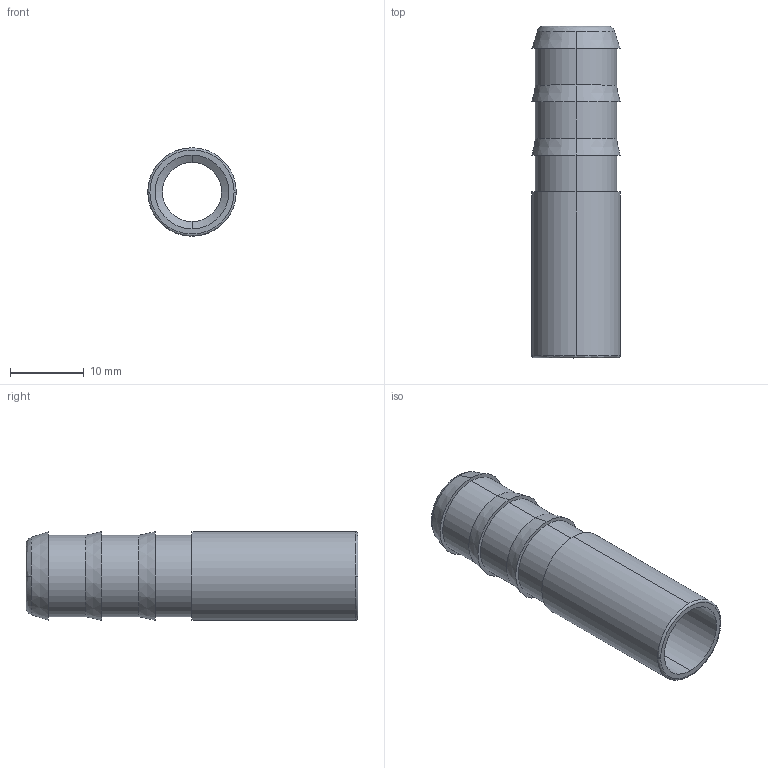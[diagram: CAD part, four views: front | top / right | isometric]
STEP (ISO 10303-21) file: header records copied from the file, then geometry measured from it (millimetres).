
FILE_DESCRIPTION (( 'STEP AP214' ), '1' );
FILE_NAME ('135400001FS00A.STEP', '2012-10-16T13:52:53', ( '' ), ( '' ), 'SwSTEP 2.0', 'SolidWorks 2012', '' );
FILE_SCHEMA (( 'AUTOMOTIVE_DESIGN' ));
Length unit declared in the file: millimetre
Products named in the file (1): 135400001FS00A
Bounding box: 12 x 45 x 12 mm (x, y, z)
Volume: 1886.2 mm3; surface area: 3041.7 mm2
Topology: 1 solids, 1 shells, 30 faces, 64 edges, 40 vertices
Faces by surface type: cylinder 12, cone 8, plane 6, bspline 4
Entity records: 902 total; most frequent: CARTESIAN_POINT 219, DIRECTION 146, ORIENTED_EDGE 128, EDGE_CURVE 64, AXIS2_PLACEMENT_3D 63, VERTEX_POINT 40, CIRCLE 36, EDGE_LOOP 36
